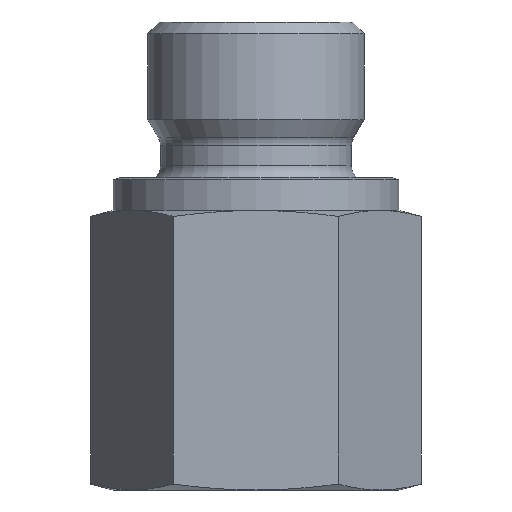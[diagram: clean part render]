
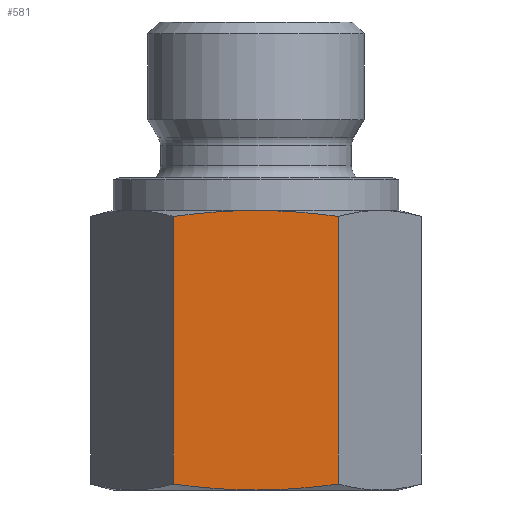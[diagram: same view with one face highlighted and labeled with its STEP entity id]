
A CAD part, left-side view. The second image highlights one B-rep face of the part: STEP entity #581.
In plain terms, the highlighted planar face has unit normal (-1, 0.001, 0).
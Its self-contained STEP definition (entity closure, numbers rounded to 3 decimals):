
#161=CARTESIAN_POINT('',(-11.006,-6.34,0.456));
#162=VERTEX_POINT('',#161);
#178=CARTESIAN_POINT('',(-11.,0.,0.0));
#179=VERTEX_POINT('',#178);
#180=CARTESIAN_POINT('',(-11.,0.,0.0));
#181=CARTESIAN_POINT('',(-11.003,-2.942,0.001));
#182=CARTESIAN_POINT('',(-11.006,-6.34,0.456));
#190=(BOUNDED_CURVE()B_SPLINE_CURVE(2,(#180,#181,#182),.UNSPECIFIED.,.F.,.U.)B_SPLINE_CURVE_WITH_KNOTS((3,3),(1.092,1.782),.UNSPECIFIED.)CURVE()GEOMETRIC_REPRESENTATION_ITEM()RATIONAL_B_SPLINE_CURVE((1.,1.061,1.045))REPRESENTATION_ITEM(''));
#191=EDGE_CURVE('',#179,#162,#190,.T.);
#210=CARTESIAN_POINT('',(-10.994,6.362,0.456));
#211=VERTEX_POINT('',#210);
#225=CARTESIAN_POINT('',(-11.,0.011,0.0));
#226=VERTEX_POINT('',#225);
#234=CARTESIAN_POINT('',(-10.994,6.362,0.456));
#235=CARTESIAN_POINT('',(-10.997,2.959,0.));
#236=CARTESIAN_POINT('',(-11.,0.011,0.0));
#244=(BOUNDED_CURVE()B_SPLINE_CURVE(2,(#234,#235,#236),.UNSPECIFIED.,.F.,.U.)B_SPLINE_CURVE_WITH_KNOTS((3,3),(0.401,1.091),.UNSPECIFIED.)CURVE()GEOMETRIC_REPRESENTATION_ITEM()RATIONAL_B_SPLINE_CURVE((1.045,1.061,1.0))REPRESENTATION_ITEM(''));
#245=EDGE_CURVE('',#211,#226,#244,.T.);
#489=CARTESIAN_POINT('',(-10.994,6.362,21.044));
#490=VERTEX_POINT('',#489);
#491=CARTESIAN_POINT('',(-10.994,6.362,0.456));
#492=DIRECTION('',(0.0,0.0,1.0));
#493=VECTOR('',#492,20.588);
#494=LINE('',#491,#493);
#495=EDGE_CURVE('',#211,#490,#494,.T.);
#529=CARTESIAN_POINT('',(-11.006,-6.34,0.0));
#530=DIRECTION('',(-1.,0.001,0.0));
#531=DIRECTION('',(0.0,0.0,1.0));
#532=AXIS2_PLACEMENT_3D('',#529,#530,#531);
#533=PLANE('',#532);
#534=ORIENTED_EDGE('',*,*,#245,.T.);
#535=CARTESIAN_POINT('',(-11.,0.,0.0));
#536=DIRECTION('',(0.001,1.,0.0));
#537=VECTOR('',#536,0.011);
#538=LINE('',#535,#537);
#539=EDGE_CURVE('',#179,#226,#538,.T.);
#540=ORIENTED_EDGE('',*,*,#539,.F.);
#541=ORIENTED_EDGE('',*,*,#191,.T.);
#542=CARTESIAN_POINT('',(-11.006,-6.34,21.044));
#543=VERTEX_POINT('',#542);
#544=CARTESIAN_POINT('',(-11.006,-6.34,0.456));
#545=DIRECTION('',(0.0,0.0,1.0));
#546=VECTOR('',#545,20.588);
#547=LINE('',#544,#546);
#548=EDGE_CURVE('',#162,#543,#547,.T.);
#549=ORIENTED_EDGE('',*,*,#548,.T.);
#550=CARTESIAN_POINT('',(-11.,0.011,21.5));
#551=VERTEX_POINT('',#550);
#552=CARTESIAN_POINT('',(-11.006,-6.34,21.044));
#553=CARTESIAN_POINT('',(-11.003,-2.936,21.5));
#554=CARTESIAN_POINT('',(-11.,0.011,21.5));
#562=(BOUNDED_CURVE()B_SPLINE_CURVE(2,(#552,#553,#554),.UNSPECIFIED.,.F.,.U.)B_SPLINE_CURVE_WITH_KNOTS((3,3),(0.401,1.091),.UNSPECIFIED.)CURVE()GEOMETRIC_REPRESENTATION_ITEM()RATIONAL_B_SPLINE_CURVE((1.045,1.061,1.0))REPRESENTATION_ITEM(''));
#563=EDGE_CURVE('',#543,#551,#562,.T.);
#564=ORIENTED_EDGE('',*,*,#563,.T.);
#565=CARTESIAN_POINT('',(-11.,0.011,21.5));
#566=CARTESIAN_POINT('',(-10.997,2.959,21.5));
#567=CARTESIAN_POINT('',(-10.994,6.362,21.044));
#575=(BOUNDED_CURVE()B_SPLINE_CURVE(2,(#565,#566,#567),.UNSPECIFIED.,.F.,.U.)B_SPLINE_CURVE_WITH_KNOTS((3,3),(1.091,1.782),.UNSPECIFIED.)CURVE()GEOMETRIC_REPRESENTATION_ITEM()RATIONAL_B_SPLINE_CURVE((1.0,1.061,1.045))REPRESENTATION_ITEM(''));
#576=EDGE_CURVE('',#551,#490,#575,.T.);
#577=ORIENTED_EDGE('',*,*,#576,.T.);
#578=ORIENTED_EDGE('',*,*,#495,.F.);
#579=EDGE_LOOP('',(#534,#540,#541,#549,#564,#577,#578));
#580=FACE_OUTER_BOUND('',#579,.T.);
#581=ADVANCED_FACE('',(#580),#533,.T.);
